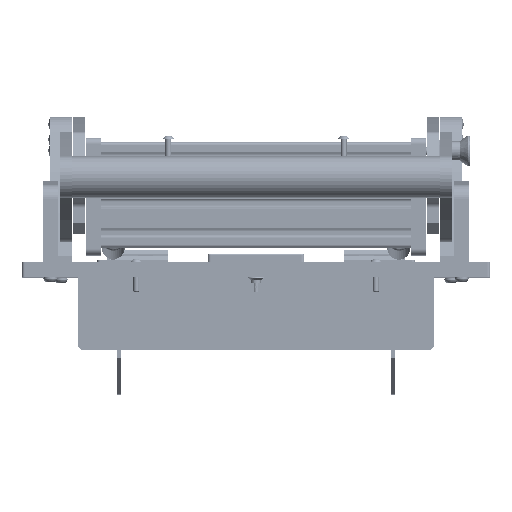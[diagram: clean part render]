
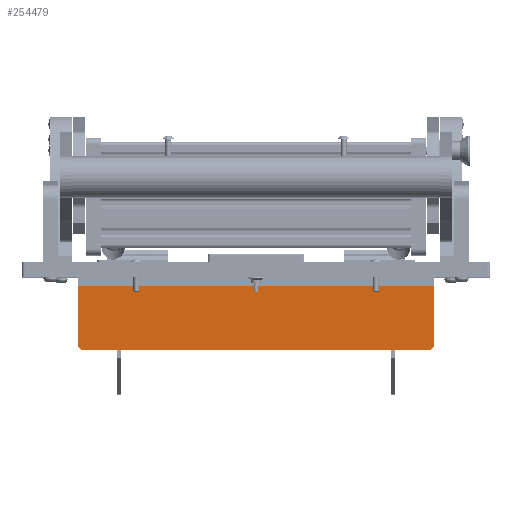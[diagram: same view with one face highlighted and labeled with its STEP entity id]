
A CAD part, top view. The second image highlights one B-rep face of the part: STEP entity #254479.
In plain terms, the highlighted face is planar.
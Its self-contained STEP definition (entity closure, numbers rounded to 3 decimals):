
#70 = CARTESIAN_POINT ( 'NONE',  ( -6., -47., 122. ) ) ;
#8183 = CARTESIAN_POINT ( 'NONE',  ( -6., -6., 122. ) ) ;
#11984 = VECTOR ( 'NONE', #101700, 1000. ) ;
#13791 = CARTESIAN_POINT ( 'NONE',  ( -6., -50., 122. ) ) ;
#17404 = CARTESIAN_POINT ( 'NONE',  ( -6., -6., -122. ) ) ;
#20410 = VECTOR ( 'NONE', #92406, 1000. ) ;
#24635 = CARTESIAN_POINT ( 'NONE',  ( -6., -47., 122. ) ) ;
#24899 = VERTEX_POINT ( 'NONE', #287283 ) ;
#25505 = CARTESIAN_POINT ( 'NONE',  ( -6., -50., 119. ) ) ;
#26108 = VECTOR ( 'NONE', #99044, 1000. ) ;
#37993 = EDGE_CURVE ( 'NONE', #24899, #254295, #172420, .T. ) ;
#53317 = DIRECTION ( 'NONE',  ( 0., -1., 0. ) ) ;
#55476 = CARTESIAN_POINT ( 'NONE',  ( -6., -6., 122. ) ) ;
#68075 = VERTEX_POINT ( 'NONE', #25505 ) ;
#75610 = VERTEX_POINT ( 'NONE', #82559 ) ;
#78551 = DIRECTION ( 'NONE',  ( 0., -1., 0. ) ) ;
#78620 = CARTESIAN_POINT ( 'NONE',  ( -6., -6., 122. ) ) ;
#79314 = DIRECTION ( 'NONE',  ( 0., 1., 0. ) ) ;
#82023 = VERTEX_POINT ( 'NONE', #96746 ) ;
#82559 = CARTESIAN_POINT ( 'NONE',  ( -6., -50., -119. ) ) ;
#85192 = PLANE ( 'NONE',  #146200 ) ;
#87629 = ORIENTED_EDGE ( 'NONE', *, *, #273861, .F. ) ;
#90249 = EDGE_LOOP ( 'NONE', ( #191275, #188911, #87629, #261014, #240955, #171286 ) ) ;
#92406 = DIRECTION ( 'NONE',  ( 0., 0.707, 0.707 ) ) ;
#96746 = CARTESIAN_POINT ( 'NONE',  ( -6., -6., 122. ) ) ;
#99044 = DIRECTION ( 'NONE',  ( 0., 0., -1. ) ) ;
#101700 = DIRECTION ( 'NONE',  ( 0., 0., -1. ) ) ;
#110347 = EDGE_CURVE ( 'NONE', #82023, #24899, #212303, .T. ) ;
#124064 = LINE ( 'NONE', #13791, #11984 ) ;
#146200 = AXIS2_PLACEMENT_3D ( 'NONE', #55476, #146372, #79314 ) ;
#146372 = DIRECTION ( 'NONE',  ( 1., 0., 0. ) ) ;
#155342 = VERTEX_POINT ( 'NONE', #24635 ) ;
#163044 = EDGE_CURVE ( 'NONE', #68075, #155342, #251788, .T. ) ;
#166557 = LINE ( 'NONE', #78620, #250206 ) ;
#171286 = ORIENTED_EDGE ( 'NONE', *, *, #204042, .T. ) ;
#172420 = LINE ( 'NONE', #17404, #197096 ) ;
#188911 = ORIENTED_EDGE ( 'NONE', *, *, #163044, .T. ) ;
#191275 = ORIENTED_EDGE ( 'NONE', *, *, #213142, .F. ) ;
#197096 = VECTOR ( 'NONE', #78551, 1000. ) ;
#198442 = FACE_OUTER_BOUND ( 'NONE', #90249, .T. ) ;
#204042 = EDGE_CURVE ( 'NONE', #254295, #75610, #205677, .T. ) ;
#205677 = LINE ( 'NONE', #208569, #227546 ) ;
#208569 = CARTESIAN_POINT ( 'NONE',  ( -6., -50., -119. ) ) ;
#212303 = LINE ( 'NONE', #8183, #26108 ) ;
#213142 = EDGE_CURVE ( 'NONE', #68075, #75610, #124064, .T. ) ;
#227546 = VECTOR ( 'NONE', #275588, 1000. ) ;
#235746 = CARTESIAN_POINT ( 'NONE',  ( -6., -47., -122. ) ) ;
#240955 = ORIENTED_EDGE ( 'NONE', *, *, #37993, .T. ) ;
#250206 = VECTOR ( 'NONE', #53317, 1000. ) ;
#251788 = LINE ( 'NONE', #70, #20410 ) ;
#254295 = VERTEX_POINT ( 'NONE', #235746 ) ;
#254479 = ADVANCED_FACE ( 'NONE', ( #198442 ), #85192, .F. ) ;
#261014 = ORIENTED_EDGE ( 'NONE', *, *, #110347, .T. ) ;
#273861 = EDGE_CURVE ( 'NONE', #82023, #155342, #166557, .T. ) ;
#275588 = DIRECTION ( 'NONE',  ( 0., -0.707, 0.707 ) ) ;
#287283 = CARTESIAN_POINT ( 'NONE',  ( -6., -6., -122. ) ) ;
